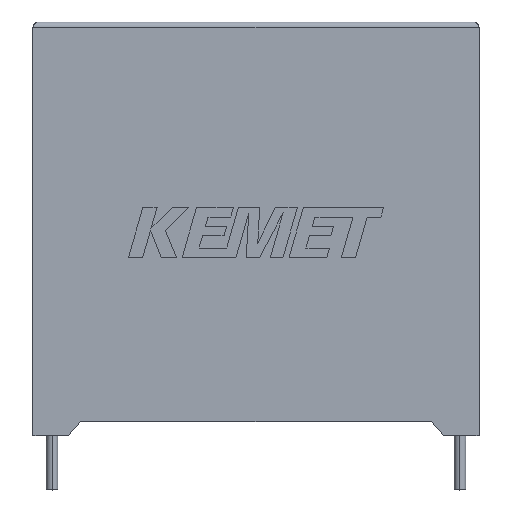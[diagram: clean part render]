
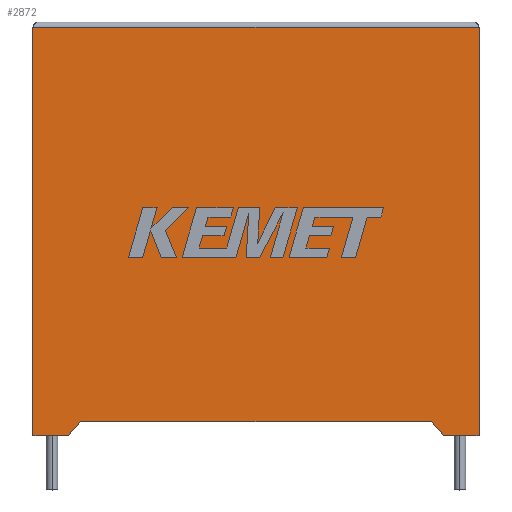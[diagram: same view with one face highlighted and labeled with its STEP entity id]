
A CAD part, top view. The second image highlights one B-rep face of the part: STEP entity #2872.
In plain terms, the highlighted planar face has unit normal (0, 0, 1).
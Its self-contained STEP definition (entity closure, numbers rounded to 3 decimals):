
#172 = VERTEX_POINT ( 'NONE', #449 ) ;
#190 = VERTEX_POINT ( 'NONE', #946 ) ;
#215 = CARTESIAN_POINT ( 'NONE',  ( 0., 0., 21. ) ) ;
#233 = VECTOR ( 'NONE', #1495, 1000. ) ;
#234 = PLANE ( 'NONE',  #1875 ) ;
#238 = LINE ( 'NONE', #506, #1028 ) ;
#249 = DIRECTION ( 'NONE',  ( -1., 0., 0. ) ) ;
#306 = EDGE_CURVE ( 'NONE', #172, #2863, #2747, .T. ) ;
#326 = EDGE_CURVE ( 'NONE', #2863, #2835, #238, .T. ) ;
#449 = CARTESIAN_POINT ( 'NONE',  ( 37.75, 0., 21. ) ) ;
#458 = DIRECTION ( 'NONE',  ( -1., 0., 0. ) ) ;
#466 = CARTESIAN_POINT ( 'NONE',  ( 0., 37.5, 21. ) ) ;
#506 = CARTESIAN_POINT ( 'NONE',  ( 41., 0., 21. ) ) ;
#554 = EDGE_CURVE ( 'NONE', #1053, #1750, #1521, .T. ) ;
#664 = DIRECTION ( 'NONE',  ( 0., -1., 0. ) ) ;
#747 = ORIENTED_EDGE ( 'NONE', *, *, #1892, .F. ) ;
#820 = EDGE_CURVE ( 'NONE', #1053, #172, #1952, .T. ) ;
#825 = CARTESIAN_POINT ( 'NONE',  ( 0., 0., 21. ) ) ;
#946 = CARTESIAN_POINT ( 'NONE',  ( 0., 0., 21. ) ) ;
#951 = CARTESIAN_POINT ( 'NONE',  ( 41., 0., 21. ) ) ;
#1018 = CARTESIAN_POINT ( 'NONE',  ( 3.25, 0., 21. ) ) ;
#1028 = VECTOR ( 'NONE', #1528, 1000. ) ;
#1053 = VERTEX_POINT ( 'NONE', #3108 ) ;
#1073 = ORIENTED_EDGE ( 'NONE', *, *, #2773, .T. ) ;
#1143 = VECTOR ( 'NONE', #1941, 1000. ) ;
#1211 = ORIENTED_EDGE ( 'NONE', *, *, #306, .T. ) ;
#1225 = ORIENTED_EDGE ( 'NONE', *, *, #820, .T. ) ;
#1247 = VECTOR ( 'NONE', #2880, 1000. ) ;
#1270 = ORIENTED_EDGE ( 'NONE', *, *, #554, .F. ) ;
#1349 = EDGE_LOOP ( 'NONE', ( #2821, #1942, #1073, #2350, #747, #1270, #1225, #1211 ) ) ;
#1399 = CARTESIAN_POINT ( 'NONE',  ( 41., 37.5, 21. ) ) ;
#1426 = VERTEX_POINT ( 'NONE', #2587 ) ;
#1447 = CARTESIAN_POINT ( 'NONE',  ( 3.25, 0., 21. ) ) ;
#1455 = VECTOR ( 'NONE', #664, 1000. ) ;
#1495 = DIRECTION ( 'NONE',  ( 0.656, -0.755, 0. ) ) ;
#1521 = LINE ( 'NONE', #2486, #2011 ) ;
#1524 = EDGE_CURVE ( 'NONE', #190, #2917, #2053, .T. ) ;
#1528 = DIRECTION ( 'NONE',  ( 0., 1., 0. ) ) ;
#1692 = LINE ( 'NONE', #1447, #1247 ) ;
#1735 = DIRECTION ( 'NONE',  ( 0., 0., -1. ) ) ;
#1750 = VERTEX_POINT ( 'NONE', #1763 ) ;
#1763 = CARTESIAN_POINT ( 'NONE',  ( 4.389, 1.31, 21. ) ) ;
#1812 = DIRECTION ( 'NONE',  ( 1., 0., 0. ) ) ;
#1875 = AXIS2_PLACEMENT_3D ( 'NONE', #215, #1735, #458 ) ;
#1892 = EDGE_CURVE ( 'NONE', #1750, #2917, #1692, .T. ) ;
#1915 = EDGE_CURVE ( 'NONE', #2835, #1426, #2368, .T. ) ;
#1941 = DIRECTION ( 'NONE',  ( -1., 0., 0. ) ) ;
#1942 = ORIENTED_EDGE ( 'NONE', *, *, #1915, .T. ) ;
#1952 = LINE ( 'NONE', #2956, #233 ) ;
#1991 = FACE_OUTER_BOUND ( 'NONE', #1349, .T. ) ;
#2011 = VECTOR ( 'NONE', #249, 1000. ) ;
#2053 = LINE ( 'NONE', #825, #2116 ) ;
#2116 = VECTOR ( 'NONE', #1812, 1000. ) ;
#2194 = CARTESIAN_POINT ( 'NONE',  ( 0., 0., 21. ) ) ;
#2212 = CARTESIAN_POINT ( 'NONE',  ( 0., 0., 21. ) ) ;
#2256 = DIRECTION ( 'NONE',  ( 1., 0., 0. ) ) ;
#2350 = ORIENTED_EDGE ( 'NONE', *, *, #1524, .T. ) ;
#2368 = LINE ( 'NONE', #466, #1143 ) ;
#2486 = CARTESIAN_POINT ( 'NONE',  ( 20.5, 1.31, 21. ) ) ;
#2587 = CARTESIAN_POINT ( 'NONE',  ( 0., 37.5, 21. ) ) ;
#2747 = LINE ( 'NONE', #2212, #3022 ) ;
#2773 = EDGE_CURVE ( 'NONE', #1426, #190, #2882, .T. ) ;
#2821 = ORIENTED_EDGE ( 'NONE', *, *, #326, .T. ) ;
#2835 = VERTEX_POINT ( 'NONE', #1399 ) ;
#2863 = VERTEX_POINT ( 'NONE', #951 ) ;
#2872 = ADVANCED_FACE ( 'NONE', ( #1991 ), #234, .F. ) ;
#2880 = DIRECTION ( 'NONE',  ( -0.656, -0.755, 0. ) ) ;
#2882 = LINE ( 'NONE', #2194, #1455 ) ;
#2917 = VERTEX_POINT ( 'NONE', #1018 ) ;
#2956 = CARTESIAN_POINT ( 'NONE',  ( 37.75, 0., 21. ) ) ;
#3022 = VECTOR ( 'NONE', #2256, 1000. ) ;
#3108 = CARTESIAN_POINT ( 'NONE',  ( 36.611, 1.31, 21. ) ) ;
